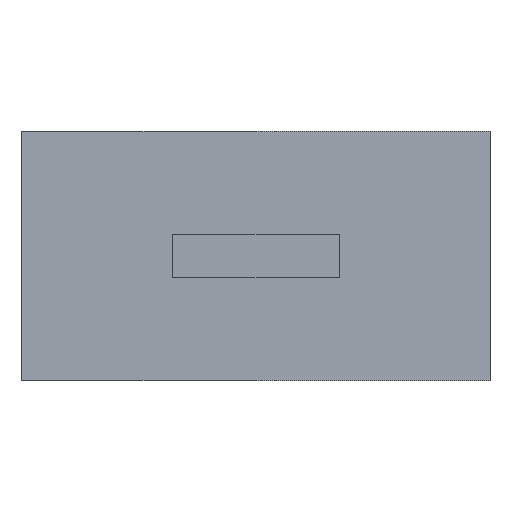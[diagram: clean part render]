
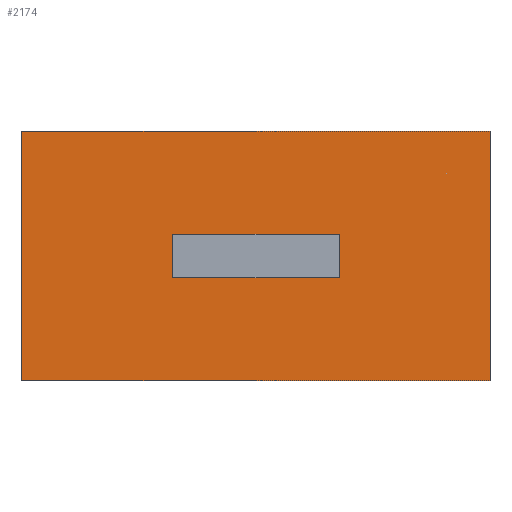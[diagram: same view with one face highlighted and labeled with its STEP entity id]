
A CAD part, front view. The second image highlights one B-rep face of the part: STEP entity #2174.
In plain terms, the highlighted planar face has unit normal (0, -1, 0).
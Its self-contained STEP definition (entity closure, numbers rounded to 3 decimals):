
#33 = EDGE_CURVE ( 'NONE', #649, #1495, #335, .T. ) ;
#59 = CARTESIAN_POINT ( 'NONE',  ( -8., 0., -2.1 ) ) ;
#65 = LINE ( 'NONE', #208, #650 ) ;
#90 = ORIENTED_EDGE ( 'NONE', *, *, #131, .F. ) ;
#131 = EDGE_CURVE ( 'NONE', #2086, #2296, #1319, .T. ) ;
#180 = ORIENTED_EDGE ( 'NONE', *, *, #1094, .F. ) ;
#208 = CARTESIAN_POINT ( 'NONE',  ( 1., 0., 12. ) ) ;
#215 = EDGE_CURVE ( 'NONE', #1781, #649, #65, .T. ) ;
#335 = LINE ( 'NONE', #1722, #1905 ) ;
#348 = CARTESIAN_POINT ( 'NONE',  ( 22.5, 0., -12. ) ) ;
#379 = ORIENTED_EDGE ( 'NONE', *, *, #452, .F. ) ;
#399 = DIRECTION ( 'NONE',  ( 0., 0., -1. ) ) ;
#423 = CARTESIAN_POINT ( 'NONE',  ( -22.5, 0., 12. ) ) ;
#446 = ORIENTED_EDGE ( 'NONE', *, *, #33, .F. ) ;
#452 = EDGE_CURVE ( 'NONE', #1495, #1701, #785, .T. ) ;
#519 = CARTESIAN_POINT ( 'NONE',  ( -8., 0., 2.1 ) ) ;
#594 = PLANE ( 'NONE',  #2290 ) ;
#632 = LINE ( 'NONE', #2253, #1055 ) ;
#649 = VERTEX_POINT ( 'NONE', #1619 ) ;
#650 = VECTOR ( 'NONE', #1596, 1000. ) ;
#785 = LINE ( 'NONE', #1152, #1588 ) ;
#794 = DIRECTION ( 'NONE',  ( 0., 0., 1. ) ) ;
#800 = CARTESIAN_POINT ( 'NONE',  ( -8., 0., -2.1 ) ) ;
#807 = VERTEX_POINT ( 'NONE', #2181 ) ;
#836 = ORIENTED_EDGE ( 'NONE', *, *, #215, .F. ) ;
#870 = ORIENTED_EDGE ( 'NONE', *, *, #1218, .F. ) ;
#886 = EDGE_LOOP ( 'NONE', ( #180, #90, #1627, #870 ) ) ;
#904 = CARTESIAN_POINT ( 'NONE',  ( 8., 0., 2.1 ) ) ;
#933 = EDGE_CURVE ( 'NONE', #807, #2086, #1379, .T. ) ;
#942 = LINE ( 'NONE', #800, #2318 ) ;
#1006 = DIRECTION ( 'NONE',  ( 1., 0., 0. ) ) ;
#1030 = LINE ( 'NONE', #2008, #1913 ) ;
#1055 = VECTOR ( 'NONE', #794, 1000. ) ;
#1094 = EDGE_CURVE ( 'NONE', #2296, #1119, #1030, .T. ) ;
#1119 = VERTEX_POINT ( 'NONE', #59 ) ;
#1151 = FACE_BOUND ( 'NONE', #886, .T. ) ;
#1152 = CARTESIAN_POINT ( 'NONE',  ( -22.5, 0., -12. ) ) ;
#1173 = DIRECTION ( 'NONE',  ( -1., 0., 0. ) ) ;
#1174 = ORIENTED_EDGE ( 'NONE', *, *, #1178, .F. ) ;
#1178 = EDGE_CURVE ( 'NONE', #1701, #1781, #632, .T. ) ;
#1218 = EDGE_CURVE ( 'NONE', #1119, #807, #942, .T. ) ;
#1319 = LINE ( 'NONE', #519, #1349 ) ;
#1349 = VECTOR ( 'NONE', #1384, 1000. ) ;
#1370 = DIRECTION ( 'NONE',  ( 0., 0., -1. ) ) ;
#1379 = LINE ( 'NONE', #904, #2140 ) ;
#1384 = DIRECTION ( 'NONE',  ( -1., 0., 0. ) ) ;
#1449 = CARTESIAN_POINT ( 'NONE',  ( 0., 0., 12. ) ) ;
#1455 = DIRECTION ( 'NONE',  ( 0., 0., 1. ) ) ;
#1495 = VERTEX_POINT ( 'NONE', #348 ) ;
#1581 = FACE_OUTER_BOUND ( 'NONE', #1803, .T. ) ;
#1588 = VECTOR ( 'NONE', #1173, 1000. ) ;
#1596 = DIRECTION ( 'NONE',  ( 1., 0., 0. ) ) ;
#1619 = CARTESIAN_POINT ( 'NONE',  ( 22.5, 0., 12. ) ) ;
#1627 = ORIENTED_EDGE ( 'NONE', *, *, #933, .F. ) ;
#1631 = DIRECTION ( 'NONE',  ( 0., 0., 1. ) ) ;
#1691 = CARTESIAN_POINT ( 'NONE',  ( -8., 0., 2.1 ) ) ;
#1701 = VERTEX_POINT ( 'NONE', #2205 ) ;
#1722 = CARTESIAN_POINT ( 'NONE',  ( 22.5, 0., 12. ) ) ;
#1781 = VERTEX_POINT ( 'NONE', #423 ) ;
#1803 = EDGE_LOOP ( 'NONE', ( #379, #446, #836, #1174 ) ) ;
#1822 = DIRECTION ( 'NONE',  ( 0., 1., 0. ) ) ;
#1905 = VECTOR ( 'NONE', #1370, 1000. ) ;
#1913 = VECTOR ( 'NONE', #399, 1000. ) ;
#2008 = CARTESIAN_POINT ( 'NONE',  ( -8., 0., 2.1 ) ) ;
#2086 = VERTEX_POINT ( 'NONE', #2317 ) ;
#2140 = VECTOR ( 'NONE', #1455, 1000. ) ;
#2174 = ADVANCED_FACE ( 'NONE', ( #1151, #1581 ), #594, .F. ) ;
#2181 = CARTESIAN_POINT ( 'NONE',  ( 8., 0., -2.1 ) ) ;
#2205 = CARTESIAN_POINT ( 'NONE',  ( -22.5, 0., -12. ) ) ;
#2253 = CARTESIAN_POINT ( 'NONE',  ( -22.5, 0., 12. ) ) ;
#2290 = AXIS2_PLACEMENT_3D ( 'NONE', #1449, #1822, #1631 ) ;
#2296 = VERTEX_POINT ( 'NONE', #1691 ) ;
#2317 = CARTESIAN_POINT ( 'NONE',  ( 8., 0., 2.1 ) ) ;
#2318 = VECTOR ( 'NONE', #1006, 1000. ) ;
